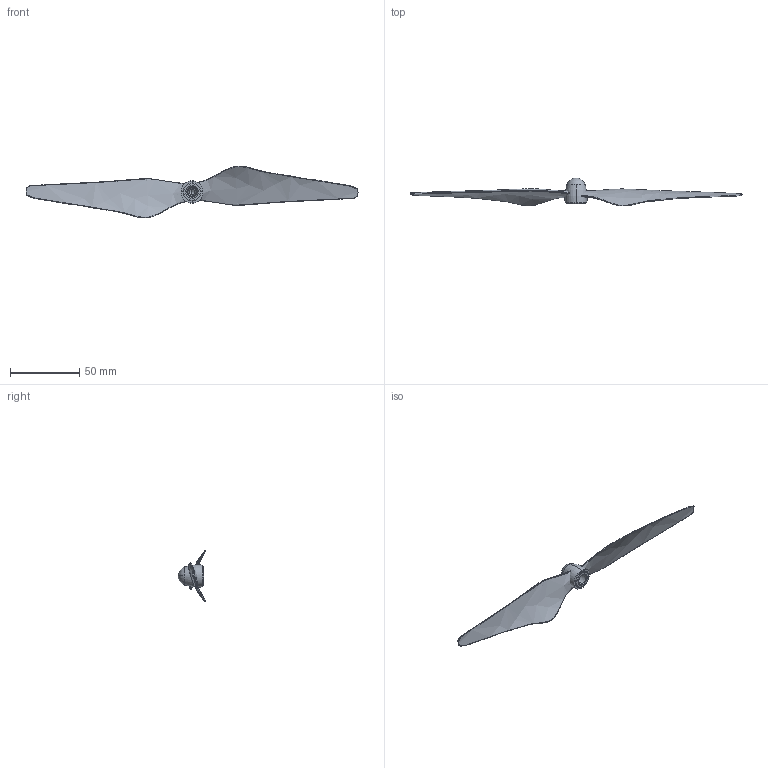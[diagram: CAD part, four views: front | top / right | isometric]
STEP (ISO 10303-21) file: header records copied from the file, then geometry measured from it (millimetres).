
FILE_DESCRIPTION (( 'STEP AP203' ), '1' );
FILE_NAME ('Ïðîïåëëåð 9450 CCW.STEP', '2022-07-12T16:27:00', ( '' ), ( '' ), 'SwSTEP 2.0', 'SolidWorks 2021', '' );
FILE_SCHEMA (( 'CONFIG_CONTROL_DESIGN' ));
Length unit declared in the file: millimetre
Products named in the file (1): Ïðîïåëëåð 9450 CCW
Bounding box: 239.39 x 20.17 x 37.13 mm (x, y, z)
Volume: 9372 mm3; surface area: 11694.5 mm2
Topology: 4 solids, 4 shells, 97 faces, 214 edges, 124 vertices
Faces by surface type: bspline 40, sphere 20, torus 12, cylinder 12, plane 9, cone 4
Entity records: 6777 total; most frequent: CARTESIAN_POINT 4874, ORIENTED_EDGE 412, DIRECTION 334, EDGE_CURVE 206, AXIS2_PLACEMENT_3D 160, VERTEX_POINT 120, CIRCLE 102, EDGE_LOOP 102
